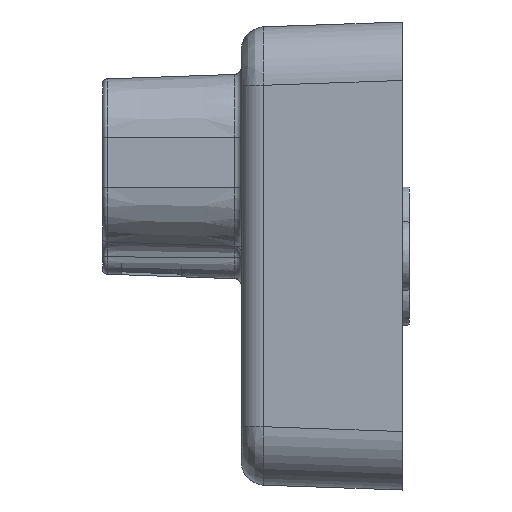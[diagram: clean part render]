
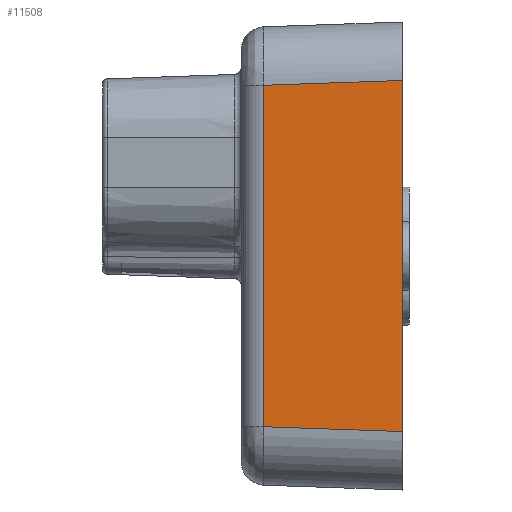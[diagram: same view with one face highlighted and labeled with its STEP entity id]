
A CAD part, left-side view. The second image highlights one B-rep face of the part: STEP entity #11508.
In plain terms, the highlighted planar face has unit normal (-0.999, 0.035, 0).
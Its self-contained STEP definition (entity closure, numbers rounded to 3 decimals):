
#859 = EDGE_LOOP ( 'NONE', ( #49868, #38491, #45046, #29184 ) ) ;
#1183 = VERTEX_POINT ( 'NONE', #61666 ) ;
#2189 = CARTESIAN_POINT ( 'NONE',  ( -119.063, -17.462, 0. ) ) ;
#10384 = DIRECTION ( 'NONE',  ( 0., 0., 1. ) ) ;
#11508 = ADVANCED_FACE ( 'NONE', ( #69960 ), #60106, .T. ) ;
#11873 = LINE ( 'NONE', #2189, #40490 ) ;
#11962 = VERTEX_POINT ( 'NONE', #45703 ) ;
#13291 = CARTESIAN_POINT ( 'NONE',  ( -118.538, -2.451, 6.956 ) ) ;
#14884 = EDGE_CURVE ( 'NONE', #1183, #75413, #25216, .T. ) ;
#16350 = LINE ( 'NONE', #19692, #19361 ) ;
#19361 = VECTOR ( 'NONE', #84152, 1000. ) ;
#19692 = CARTESIAN_POINT ( 'NONE',  ( -119.008, -15.914, 44.4 ) ) ;
#25216 = LINE ( 'NONE', #67056, #84009 ) ;
#27929 = DIRECTION ( 'NONE',  ( -0.035, -0.999, 0. ) ) ;
#29184 = ORIENTED_EDGE ( 'NONE', *, *, #63157, .T. ) ;
#32427 = LINE ( 'NONE', #13291, #59159 ) ;
#35078 = CARTESIAN_POINT ( 'NONE',  ( -119.063, -17.462, 0. ) ) ;
#38491 = ORIENTED_EDGE ( 'NONE', *, *, #56120, .T. ) ;
#39300 = CARTESIAN_POINT ( 'NONE',  ( -119.063, -17.462, 44.454 ) ) ;
#40490 = VECTOR ( 'NONE', #10384, 1000. ) ;
#41238 = DIRECTION ( 'NONE',  ( 0., 0., -1. ) ) ;
#43197 = AXIS2_PLACEMENT_3D ( 'NONE', #35078, #54679, #27929 ) ;
#45046 = ORIENTED_EDGE ( 'NONE', *, *, #14884, .T. ) ;
#45703 = CARTESIAN_POINT ( 'NONE',  ( -118.538, -2.451, 43.93 ) ) ;
#49868 = ORIENTED_EDGE ( 'NONE', *, *, #58068, .T. ) ;
#54679 = DIRECTION ( 'NONE',  ( -0.999, 0.035, 0. ) ) ;
#56120 = EDGE_CURVE ( 'NONE', #11962, #1183, #32427, .T. ) ;
#58068 = EDGE_CURVE ( 'NONE', #81460, #11962, #16350, .T. ) ;
#59159 = VECTOR ( 'NONE', #41238, 1000. ) ;
#60106 = PLANE ( 'NONE',  #43197 ) ;
#61666 = CARTESIAN_POINT ( 'NONE',  ( -118.538, -2.451, 6.87 ) ) ;
#63157 = EDGE_CURVE ( 'NONE', #75413, #81460, #11873, .T. ) ;
#67056 = CARTESIAN_POINT ( 'NONE',  ( -119.07, -17.684, 6.338 ) ) ;
#69960 = FACE_OUTER_BOUND ( 'NONE', #859, .T. ) ;
#71499 = CARTESIAN_POINT ( 'NONE',  ( -119.063, -17.462, 6.346 ) ) ;
#73648 = DIRECTION ( 'NONE',  ( -0.035, -0.999, -0.035 ) ) ;
#75413 = VERTEX_POINT ( 'NONE', #71499 ) ;
#81460 = VERTEX_POINT ( 'NONE', #39300 ) ;
#84009 = VECTOR ( 'NONE', #73648, 1000. ) ;
#84152 = DIRECTION ( 'NONE',  ( 0.035, 0.999, -0.035 ) ) ;
